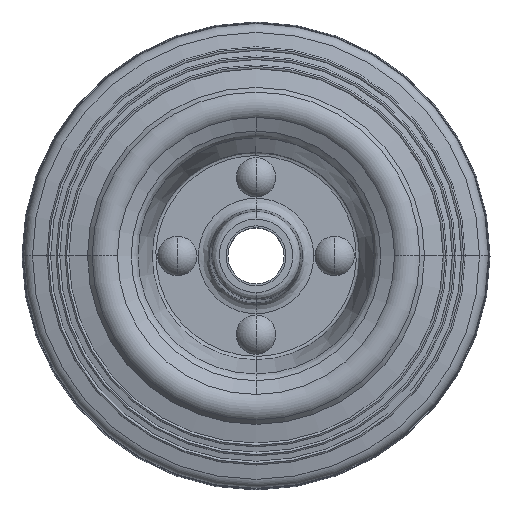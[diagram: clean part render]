
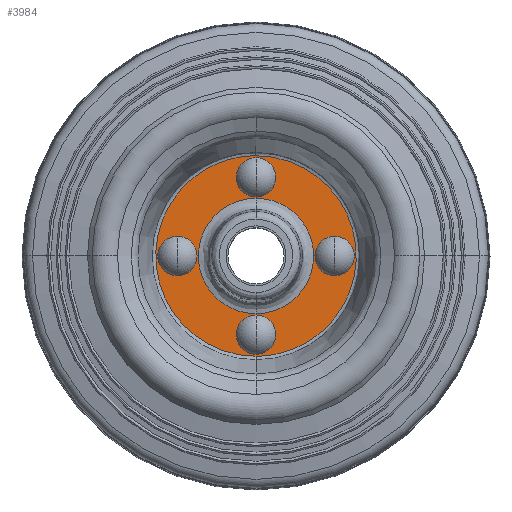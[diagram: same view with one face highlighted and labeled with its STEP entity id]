
A CAD part, top view. The second image highlights one B-rep face of the part: STEP entity #3984.
In plain terms, the highlighted planar face has unit normal (0, 0, 1).
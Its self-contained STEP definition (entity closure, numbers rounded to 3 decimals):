
#7 = ORIENTED_EDGE ( 'NONE', *, *, #5336, .T. ) ;
#21 = EDGE_CURVE ( 'NONE', #5260, #3520, #1033, .T. ) ;
#132 = CARTESIAN_POINT ( 'NONE',  ( -21., 0., 2. ) ) ;
#146 = CARTESIAN_POINT ( 'NONE',  ( 21., 0., 2. ) ) ;
#163 = EDGE_CURVE ( 'NONE', #3520, #5260, #6953, .T. ) ;
#180 = AXIS2_PLACEMENT_3D ( 'NONE', #6009, #2635, #6581 ) ;
#347 = EDGE_LOOP ( 'NONE', ( #7351, #1510 ) ) ;
#395 = CARTESIAN_POINT ( 'NONE',  ( -27.5, 0., 2. ) ) ;
#443 = VERTEX_POINT ( 'NONE', #6501 ) ;
#464 = CIRCLE ( 'NONE', #6100, 3.1 ) ;
#483 = CARTESIAN_POINT ( 'NONE',  ( 0., -26.771, 2. ) ) ;
#490 = CARTESIAN_POINT ( 'NONE',  ( 21., 0., 2. ) ) ;
#693 = FACE_BOUND ( 'NONE', #347, .T. ) ;
#700 = CARTESIAN_POINT ( 'NONE',  ( 0., -21., 2. ) ) ;
#724 = DIRECTION ( 'NONE',  ( 0., -1., 0. ) ) ;
#743 = DIRECTION ( 'NONE',  ( 0., -1., 0. ) ) ;
#810 = EDGE_LOOP ( 'NONE', ( #4509, #2418 ) ) ;
#816 = DIRECTION ( 'NONE',  ( 0., 0., -1. ) ) ;
#964 = DIRECTION ( 'NONE',  ( 0., -1., 0. ) ) ;
#1033 = CIRCLE ( 'NONE', #5928, 3.1 ) ;
#1067 = DIRECTION ( 'NONE',  ( 0., -1., 0. ) ) ;
#1082 = CARTESIAN_POINT ( 'NONE',  ( 0., 15.408, 2. ) ) ;
#1145 = DIRECTION ( 'NONE',  ( 0., 0., -1. ) ) ;
#1154 = CARTESIAN_POINT ( 'NONE',  ( 0., -26.771, 2. ) ) ;
#1350 = CARTESIAN_POINT ( 'NONE',  ( 0., 17.9, 2. ) ) ;
#1398 = CARTESIAN_POINT ( 'NONE',  ( 0., 26.771, 2. ) ) ;
#1472 = EDGE_CURVE ( 'NONE', #443, #2775, #6536, .T. ) ;
#1510 = ORIENTED_EDGE ( 'NONE', *, *, #21, .T. ) ;
#1520 = ORIENTED_EDGE ( 'NONE', *, *, #2556, .F. ) ;
#1527 = ORIENTED_EDGE ( 'NONE', *, *, #2651, .F. ) ;
#1561 = CIRCLE ( 'NONE', #180, 3.1 ) ;
#1591 = DIRECTION ( 'NONE',  ( 0., -1., 0. ) ) ;
#1594 = CARTESIAN_POINT ( 'NONE',  ( 0., -24.1, 2. ) ) ;
#1714 = EDGE_LOOP ( 'NONE', ( #4985, #1520 ) ) ;
#1715 = EDGE_LOOP ( 'NONE', ( #7, #5872 ) ) ;
#2049 = PLANE ( 'NONE',  #2806 ) ;
#2086 = VERTEX_POINT ( 'NONE', #5777 ) ;
#2113 = CARTESIAN_POINT ( 'NONE',  ( 53.542, 26.771, 2. ) ) ;
#2204 = FACE_BOUND ( 'NONE', #810, .T. ) ;
#2218 =( BOUNDED_CURVE ( )  B_SPLINE_CURVE ( 3, ( #2771, #6156, #4460, #1082 ),
 .UNSPECIFIED., .F., .F. ) 
 B_SPLINE_CURVE_WITH_KNOTS ( ( 4, 4 ),
 ( 0., 0.5 ),
 .UNSPECIFIED. ) 
 CURVE ( )  GEOMETRIC_REPRESENTATION_ITEM ( )  RATIONAL_B_SPLINE_CURVE ( ( 1., 0.333, 0.333, 1. ) ) 
 REPRESENTATION_ITEM ( '' )  );
#2261 = DIRECTION ( 'NONE',  ( 0., -1., 0. ) ) ;
#2291 = CARTESIAN_POINT ( 'NONE',  ( 0., 26.771, 2. ) ) ;
#2338 = VERTEX_POINT ( 'NONE', #1398 ) ;
#2345 = DIRECTION ( 'NONE',  ( 0., 0., -1. ) ) ;
#2418 = ORIENTED_EDGE ( 'NONE', *, *, #1472, .T. ) ;
#2556 = EDGE_CURVE ( 'NONE', #3393, #6083, #6095, .T. ) ;
#2635 = DIRECTION ( 'NONE',  ( 0., 0., -1. ) ) ;
#2651 = EDGE_CURVE ( 'NONE', #7256, #2338, #3465, .T. ) ;
#2688 = AXIS2_PLACEMENT_3D ( 'NONE', #132, #4122, #724 ) ;
#2757 = EDGE_CURVE ( 'NONE', #2775, #443, #6699, .T. ) ;
#2771 = CARTESIAN_POINT ( 'NONE',  ( 0., -15.408, 2. ) ) ;
#2775 = VERTEX_POINT ( 'NONE', #4751 ) ;
#2805 = CARTESIAN_POINT ( 'NONE',  ( 21., -3.1, 2. ) ) ;
#2806 = AXIS2_PLACEMENT_3D ( 'NONE', #395, #4347, #964 ) ;
#2907 = AXIS2_PLACEMENT_3D ( 'NONE', #7030, #816, #1591 ) ;
#3121 = CARTESIAN_POINT ( 'NONE',  ( 0., 15.408, 2. ) ) ;
#3219 = CARTESIAN_POINT ( 'NONE',  ( 0., -26.771, 2. ) ) ;
#3393 = VERTEX_POINT ( 'NONE', #3121 ) ;
#3465 =( BOUNDED_CURVE ( )  B_SPLINE_CURVE ( 3, ( #1154, #4507, #5676, #2291 ),
 .UNSPECIFIED., .F., .F. ) 
 B_SPLINE_CURVE_WITH_KNOTS ( ( 4, 4 ),
 ( 0., 0.5 ),
 .UNSPECIFIED. ) 
 CURVE ( )  GEOMETRIC_REPRESENTATION_ITEM ( )  RATIONAL_B_SPLINE_CURVE ( ( 1., 0.333, 0.333, 1. ) ) 
 REPRESENTATION_ITEM ( '' )  );
#3520 = VERTEX_POINT ( 'NONE', #1594 ) ;
#3525 = DIRECTION ( 'NONE',  ( 0., -1., 0. ) ) ;
#3531 = FACE_BOUND ( 'NONE', #6042, .T. ) ;
#3588 = AXIS2_PLACEMENT_3D ( 'NONE', #5731, #2345, #6303 ) ;
#3850 = CARTESIAN_POINT ( 'NONE',  ( -30.815, 15.408, 2. ) ) ;
#3878 = CARTESIAN_POINT ( 'NONE',  ( 53.542, -26.771, 2. ) ) ;
#3964 = CARTESIAN_POINT ( 'NONE',  ( 0., -15.408, 2. ) ) ;
#3984 = ADVANCED_FACE ( 'NONE', ( #5210, #6534, #2204, #693, #5039, #3531 ), #2049, .F. ) ;
#4031 = EDGE_CURVE ( 'NONE', #2338, #7256, #4939, .T. ) ;
#4098 = DIRECTION ( 'NONE',  ( 0., 0., -1. ) ) ;
#4122 = DIRECTION ( 'NONE',  ( 0., 0., -1. ) ) ;
#4134 = DIRECTION ( 'NONE',  ( 0., 0., -1. ) ) ;
#4347 = DIRECTION ( 'NONE',  ( 0., 0., -1. ) ) ;
#4440 = DIRECTION ( 'NONE',  ( 0., 0., -1. ) ) ;
#4460 = CARTESIAN_POINT ( 'NONE',  ( 30.815, 15.408, 2. ) ) ;
#4507 = CARTESIAN_POINT ( 'NONE',  ( -53.542, -26.771, 2. ) ) ;
#4509 = ORIENTED_EDGE ( 'NONE', *, *, #2757, .T. ) ;
#4527 = CARTESIAN_POINT ( 'NONE',  ( 0., -21., 2. ) ) ;
#4628 = ORIENTED_EDGE ( 'NONE', *, *, #6433, .T. ) ;
#4653 = AXIS2_PLACEMENT_3D ( 'NONE', #4527, #1145, #2261 ) ;
#4751 = CARTESIAN_POINT ( 'NONE',  ( -21., -3.1, 2. ) ) ;
#4926 = EDGE_CURVE ( 'NONE', #6083, #3393, #2218, .T. ) ;
#4939 =( BOUNDED_CURVE ( )  B_SPLINE_CURVE ( 3, ( #6065, #2113, #3878, #483 ),
 .UNSPECIFIED., .F., .T. ) 
 B_SPLINE_CURVE_WITH_KNOTS ( ( 4, 4 ),
 ( 0.5, 1. ),
 .UNSPECIFIED. ) 
 CURVE ( )  GEOMETRIC_REPRESENTATION_ITEM ( )  RATIONAL_B_SPLINE_CURVE ( ( 1., 0.333, 0.333, 1. ) ) 
 REPRESENTATION_ITEM ( '' )  );
#4985 = ORIENTED_EDGE ( 'NONE', *, *, #4926, .F. ) ;
#5028 = CARTESIAN_POINT ( 'NONE',  ( 0., -17.9, 2. ) ) ;
#5039 = FACE_BOUND ( 'NONE', #1715, .T. ) ;
#5042 = CARTESIAN_POINT ( 'NONE',  ( -30.815, -15.408, 2. ) ) ;
#5057 = EDGE_CURVE ( 'NONE', #6750, #7052, #5964, .T. ) ;
#5108 = ORIENTED_EDGE ( 'NONE', *, *, #4031, .F. ) ;
#5190 = EDGE_CURVE ( 'NONE', #2086, #5249, #464, .T. ) ;
#5210 = FACE_OUTER_BOUND ( 'NONE', #6216, .T. ) ;
#5249 = VERTEX_POINT ( 'NONE', #2805 ) ;
#5260 = VERTEX_POINT ( 'NONE', #5028 ) ;
#5336 = EDGE_CURVE ( 'NONE', #5249, #2086, #6403, .T. ) ;
#5613 = CARTESIAN_POINT ( 'NONE',  ( 0., 15.408, 2. ) ) ;
#5676 = CARTESIAN_POINT ( 'NONE',  ( -53.542, 26.771, 2. ) ) ;
#5731 = CARTESIAN_POINT ( 'NONE',  ( 0., 21., 2. ) ) ;
#5777 = CARTESIAN_POINT ( 'NONE',  ( 21., 3.1, 2. ) ) ;
#5872 = ORIENTED_EDGE ( 'NONE', *, *, #5190, .T. ) ;
#5928 = AXIS2_PLACEMENT_3D ( 'NONE', #700, #4098, #3525 ) ;
#5958 = AXIS2_PLACEMENT_3D ( 'NONE', #146, #4134, #743 ) ;
#5964 = CIRCLE ( 'NONE', #3588, 3.1 ) ;
#6009 = CARTESIAN_POINT ( 'NONE',  ( 0., 21., 2. ) ) ;
#6042 = EDGE_LOOP ( 'NONE', ( #7179, #4628 ) ) ;
#6065 = CARTESIAN_POINT ( 'NONE',  ( 0., 26.771, 2. ) ) ;
#6083 = VERTEX_POINT ( 'NONE', #3964 ) ;
#6095 =( BOUNDED_CURVE ( )  B_SPLINE_CURVE ( 3, ( #5613, #3850, #5042, #6180 ),
 .UNSPECIFIED., .F., .F. ) 
 B_SPLINE_CURVE_WITH_KNOTS ( ( 4, 4 ),
 ( 0.5, 1. ),
 .UNSPECIFIED. ) 
 CURVE ( )  GEOMETRIC_REPRESENTATION_ITEM ( )  RATIONAL_B_SPLINE_CURVE ( ( 1., 0.333, 0.333, 1. ) ) 
 REPRESENTATION_ITEM ( '' )  );
#6100 = AXIS2_PLACEMENT_3D ( 'NONE', #490, #4440, #1067 ) ;
#6156 = CARTESIAN_POINT ( 'NONE',  ( 30.815, -15.408, 2. ) ) ;
#6180 = CARTESIAN_POINT ( 'NONE',  ( 0., -15.408, 2. ) ) ;
#6216 = EDGE_LOOP ( 'NONE', ( #1527, #5108 ) ) ;
#6303 = DIRECTION ( 'NONE',  ( 0., -1., 0. ) ) ;
#6403 = CIRCLE ( 'NONE', #5958, 3.1 ) ;
#6433 = EDGE_CURVE ( 'NONE', #7052, #6750, #1561, .T. ) ;
#6501 = CARTESIAN_POINT ( 'NONE',  ( -21., 3.1, 2. ) ) ;
#6534 = FACE_BOUND ( 'NONE', #1714, .T. ) ;
#6536 = CIRCLE ( 'NONE', #2907, 3.1 ) ;
#6581 = DIRECTION ( 'NONE',  ( 0., -1., 0. ) ) ;
#6699 = CIRCLE ( 'NONE', #2688, 3.1 ) ;
#6750 = VERTEX_POINT ( 'NONE', #1350 ) ;
#6938 = CARTESIAN_POINT ( 'NONE',  ( 0., 24.1, 2. ) ) ;
#6953 = CIRCLE ( 'NONE', #4653, 3.1 ) ;
#7030 = CARTESIAN_POINT ( 'NONE',  ( -21., 0., 2. ) ) ;
#7052 = VERTEX_POINT ( 'NONE', #6938 ) ;
#7179 = ORIENTED_EDGE ( 'NONE', *, *, #5057, .T. ) ;
#7256 = VERTEX_POINT ( 'NONE', #3219 ) ;
#7351 = ORIENTED_EDGE ( 'NONE', *, *, #163, .T. ) ;
